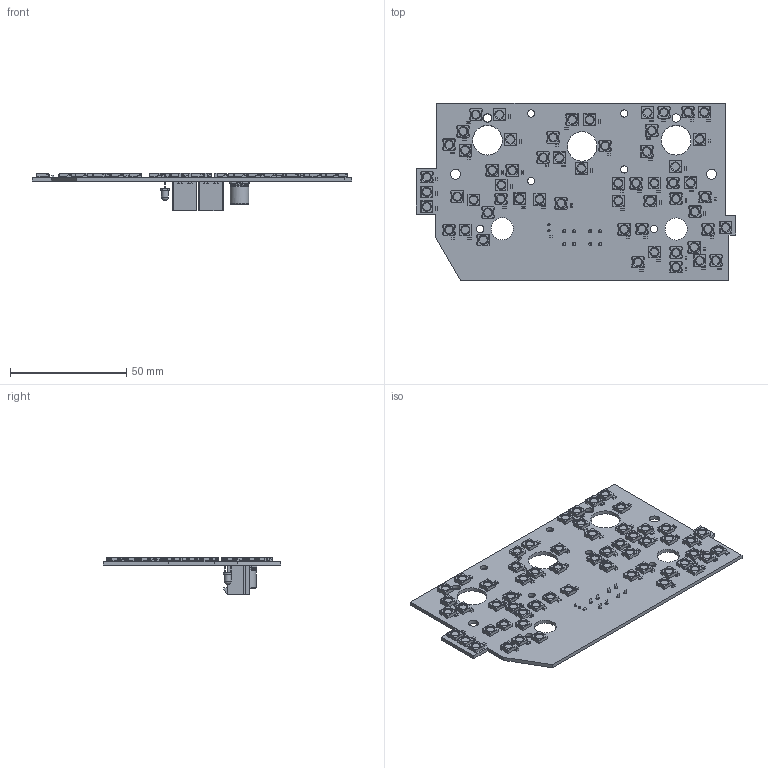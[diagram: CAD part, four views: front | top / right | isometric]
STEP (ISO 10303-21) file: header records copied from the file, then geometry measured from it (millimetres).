
FILE_DESCRIPTION(('KiCad electronic assembly'),'2;1');
FILE_NAME('SNSR Panel PCB V2.step','2021-10-09T13:39:10',('An Author'),( 'A Company'),'Open CASCADE STEP processor 6.9', 'KiCad to STEP converter','Unknown');
FILE_SCHEMA(('AUTOMOTIVE_DESIGN { 1 0 10303 214 1 1 1 1 }'));
Length unit declared in the file: millimetre
Products named in the file (14): Open CASCADE STEP translator 6.9 1; 39281043; SOLID; C_0603_1608Metric; R_0603_1608Metric; LED_WS2812B_PLCC4_5.0x5.0mm_P3.2mm; LED_D3.0mm; CP_Elec_8x10; COMPOUND
Assembly tree (122 placements, depth 3):
  Open CASCADE STEP translator 6.9 1
    39281043  x2
      SOLID
    C_0603_1608Metric  x52
      SOLID
    R_0603_1608Metric
      SOLID
    LED_WS2812B_PLCC4_5.0x5.0mm_P3.2mm  x58
      SOLID
    LED_D3.0mm
      SOLID
    CP_Elec_8x10
      SOLID
    COMPOUND
Bounding box: 137.23 x 76.18 x 16.3 mm (x, y, z)
Volume: 18397.4 mm3; surface area: 28030.4 mm2
Topology: 116 solids, 116 shells, 5781 faces, 16410 edges, 10817 vertices
Faces by surface type: plane 3768, cylinder 1947, cone 58, torus 4, bspline 2, sphere 1, revolution 1
Full cylindrical faces by diameter (mm): 0.9 x2, 1.4 x8, 3 x1, 3.1 x4, 3.175 x2, 3.333 x58, 3.572 x2, 4.3 x2, 8 x2, 9.525 x2, 12.7 x3
Entity records: 26494 total; most frequent: CARTESIAN_POINT 5247, DIRECTION 3787, LINE 2461, VECTOR 2461, ORIENTED_EDGE 1878, PCURVE 1878, DEFINITIONAL_REPRESENTATION 1878, EDGE_CURVE 939
